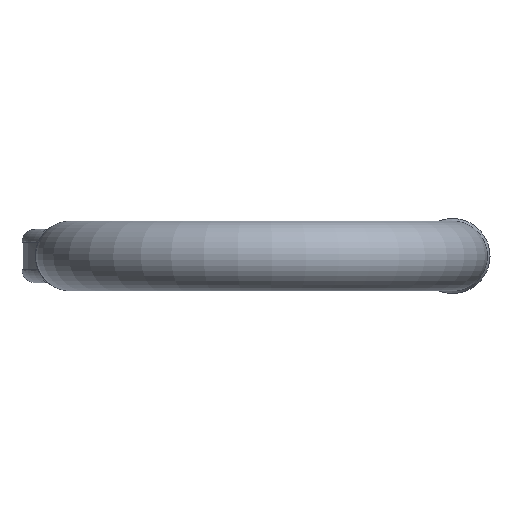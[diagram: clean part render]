
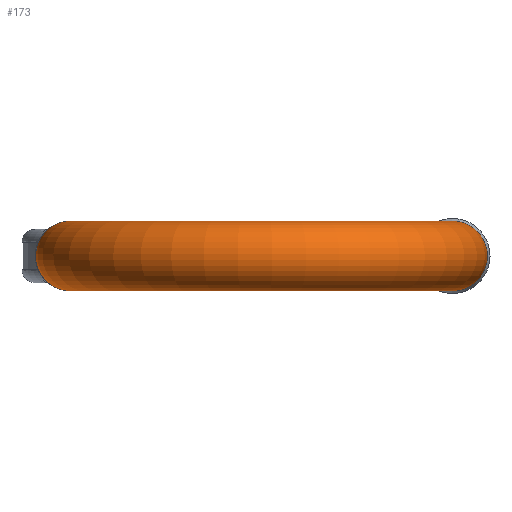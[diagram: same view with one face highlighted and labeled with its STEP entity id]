
A CAD part, front view. The second image highlights one B-rep face of the part: STEP entity #173.
In plain terms, the highlighted toroidal (fillet/blend) face has major radius 153 mm and minor radius 28 mm.
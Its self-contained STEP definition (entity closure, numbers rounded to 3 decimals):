
#163=TOROIDAL_SURFACE('',#968,153.,28.);
#173=ADVANCED_FACE('',(#302,#303),#163,.T.);
#244=CIRCLE('',#955,28.);
#246=CIRCLE('',#961,28.);
#302=FACE_BOUND('',#320,.T.);
#303=FACE_BOUND('',#321,.T.);
#320=EDGE_LOOP('',(#424));
#321=EDGE_LOOP('',(#425));
#424=ORIENTED_EDGE('',*,*,#770,.F.);
#425=ORIENTED_EDGE('',*,*,#756,.T.);
#676=VERTEX_POINT('',#1302);
#690=VERTEX_POINT('',#1402);
#756=EDGE_CURVE('',#676,#676,#244,.T.);
#770=EDGE_CURVE('',#690,#690,#246,.T.);
#955=AXIS2_PLACEMENT_3D('',#1301,#1040,#1041);
#961=AXIS2_PLACEMENT_3D('',#1401,#1052,#1053);
#968=AXIS2_PLACEMENT_3D('',#1412,#1066,#1067);
#1040=DIRECTION('',(0.,-1.,0.));
#1041=DIRECTION('',(1.,0.,0.));
#1052=DIRECTION('',(0.,1.,0.));
#1053=DIRECTION('',(-1.,0.,0.));
#1066=DIRECTION('',(0.,0.,-1.));
#1067=DIRECTION('',(-1.,0.,0.));
#1301=CARTESIAN_POINT('',(-153.,-105.,0.));
#1302=CARTESIAN_POINT('',(-125.,-105.,0.));
#1401=CARTESIAN_POINT('',(153.,-105.,0.));
#1402=CARTESIAN_POINT('',(125.,-105.,0.));
#1412=CARTESIAN_POINT('',(0.,-105.,0.));
